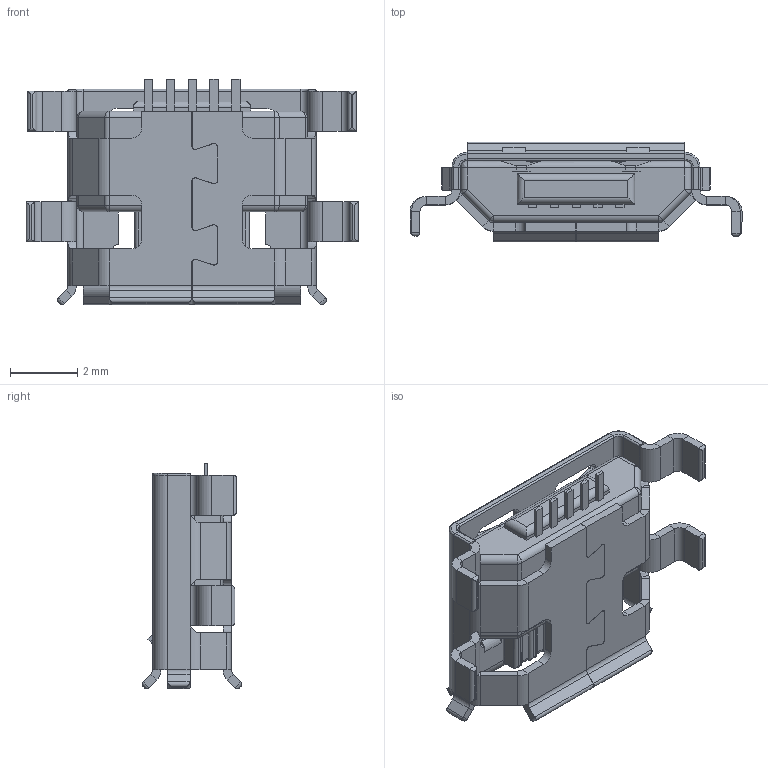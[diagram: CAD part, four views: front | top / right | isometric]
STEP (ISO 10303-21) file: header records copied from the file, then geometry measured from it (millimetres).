
FILE_DESCRIPTION (( 'STEP AP214' ), '1' );
FILE_NAME ('microUSB-B.STEP', '2021-05-17T16:07:09', ( 'XS' ), ( 'DK' ), 'SwSTEP 2.0', 'SolidWorks 2018', '' );
FILE_SCHEMA (( 'AUTOMOTIVE_DESIGN' ));
Length unit declared in the file: millimetre
Products named in the file (1): microUSB-B
Bounding box: 9.9 x 2.97 x 6.72 mm (x, y, z)
Volume: 62 mm3; surface area: 328.5 mm2
Topology: 12 solids, 12 shells, 580 faces, 1354 edges, 784 vertices
Faces by surface type: plane 335, cylinder 217, bspline 20, torus 8
Entity records: 18002 total; most frequent: CARTESIAN_POINT 3741, ORIENTED_EDGE 2684, DIRECTION 2612, EDGE_CURVE 1342, LINE 926, VECTOR 926, AXIS2_PLACEMENT_3D 843, VERTEX_POINT 784
